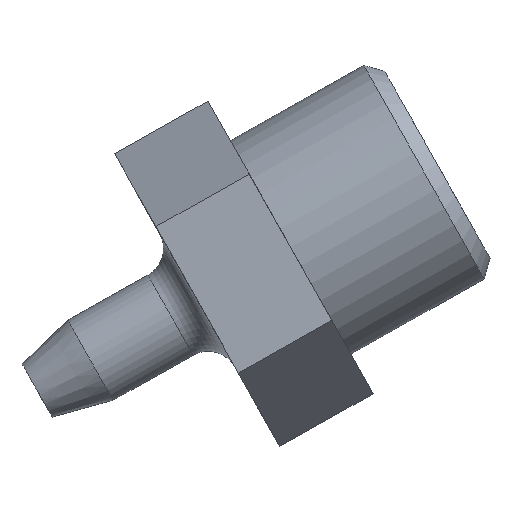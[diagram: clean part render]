
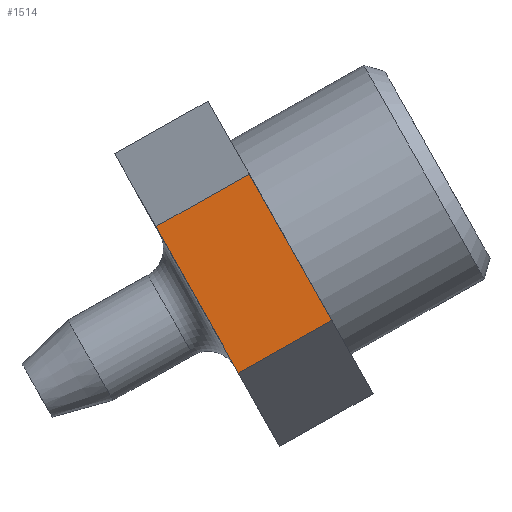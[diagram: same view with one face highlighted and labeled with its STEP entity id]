
A CAD part, top view. The second image highlights one B-rep face of the part: STEP entity #1514.
In plain terms, the highlighted planar face has unit normal (0, 0, -1).
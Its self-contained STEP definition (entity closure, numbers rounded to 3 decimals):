
#1055 = PLANE('',#1056);
#1056 = AXIS2_PLACEMENT_3D('',#1057,#1058,#1059);
#1057 = CARTESIAN_POINT('',(3.689,2.08,
    0.));
#1058 = DIRECTION('',(0.871,0.491,0.));
#1059 = DIRECTION('',(-0.491,0.871,0.)
  );
#1151 = VERTEX_POINT('',#1152);
#1152 = CARTESIAN_POINT('',(0.996,6.858,9.5
    ));
#1166 = PLANE('',#1167);
#1167 = AXIS2_PLACEMENT_3D('',#1168,#1169,#1170);
#1168 = CARTESIAN_POINT('',(-3.4,7.528,4.75
    ));
#1169 = DIRECTION('',(-0.425,0.754,0.5));
#1170 = DIRECTION('',(-0.871,-0.491,0.
    ));
#1178 = EDGE_CURVE('',#1151,#1179,#1181,.T.);
#1179 = VERTEX_POINT('',#1180);
#1180 = CARTESIAN_POINT('',(6.383,-2.698,
    9.5));
#1181 = SURFACE_CURVE('',#1182,(#1186,#1193),.PCURVE_S1.);
#1182 = LINE('',#1183,#1184);
#1183 = CARTESIAN_POINT('',(0.996,6.858,9.5
    ));
#1184 = VECTOR('',#1185,1.);
#1185 = DIRECTION('',(0.491,-0.871,0.)
  );
#1186 = PCURVE('',#1055,#1187);
#1187 = DEFINITIONAL_REPRESENTATION('',(#1188),#1192);
#1188 = LINE('',#1189,#1190);
#1189 = CARTESIAN_POINT('',(5.485,9.5));
#1190 = VECTOR('',#1191,1.);
#1191 = DIRECTION('',(-1.,0.));
#1192 = ( GEOMETRIC_REPRESENTATION_CONTEXT(2) 
PARAMETRIC_REPRESENTATION_CONTEXT() REPRESENTATION_CONTEXT('2D SPACE',''
  ) );
#1193 = PCURVE('',#1194,#1199);
#1194 = PLANE('',#1195);
#1195 = AXIS2_PLACEMENT_3D('',#1196,#1197,#1198);
#1196 = CARTESIAN_POINT('',(0.641,0.361,9.5
    ));
#1197 = DIRECTION('',(0.,0.,
    1.));
#1198 = DIRECTION('',(-0.871,-0.491,0.
    ));
#1199 = DEFINITIONAL_REPRESENTATION('',(#1200),#1204);
#1200 = LINE('',#1201,#1202);
#1201 = CARTESIAN_POINT('',(-3.5,-5.485));
#1202 = VECTOR('',#1203,1.);
#1203 = DIRECTION('',(0.,1.));
#1204 = ( GEOMETRIC_REPRESENTATION_CONTEXT(2) 
PARAMETRIC_REPRESENTATION_CONTEXT() REPRESENTATION_CONTEXT('2D SPACE',''
  ) );
#1222 = PLANE('',#1223);
#1223 = AXIS2_PLACEMENT_3D('',#1224,#1225,#1226);
#1224 = CARTESIAN_POINT('',(4.681,-6.806,4.75
    ));
#1225 = DIRECTION('',(-0.425,0.754,-0.5));
#1226 = DIRECTION('',(0.871,0.491,0.)
  );
#1335 = PLANE('',#1336);
#1336 = AXIS2_PLACEMENT_3D('',#1337,#1338,#1339);
#1337 = CARTESIAN_POINT('',(-2.408,-1.358,
    0.));
#1338 = DIRECTION('',(0.871,0.491,0.));
#1339 = DIRECTION('',(0.491,-0.871,0.
    ));
#1470 = EDGE_CURVE('',#1471,#1179,#1473,.T.);
#1471 = VERTEX_POINT('',#1472);
#1472 = CARTESIAN_POINT('',(0.285,-6.136,9.5
    ));
#1473 = SURFACE_CURVE('',#1474,(#1478,#1485),.PCURVE_S1.);
#1474 = LINE('',#1475,#1476);
#1475 = CARTESIAN_POINT('',(0.285,-6.136,9.5
    ));
#1476 = VECTOR('',#1477,1.);
#1477 = DIRECTION('',(0.871,0.491,0.));
#1478 = PCURVE('',#1222,#1479);
#1479 = DEFINITIONAL_REPRESENTATION('',(#1480),#1484);
#1480 = LINE('',#1481,#1482);
#1481 = CARTESIAN_POINT('',(-3.5,-5.485));
#1482 = VECTOR('',#1483,1.);
#1483 = DIRECTION('',(1.,0.));
#1484 = ( GEOMETRIC_REPRESENTATION_CONTEXT(2) 
PARAMETRIC_REPRESENTATION_CONTEXT() REPRESENTATION_CONTEXT('2D SPACE',''
  ) );
#1485 = PCURVE('',#1194,#1486);
#1486 = DEFINITIONAL_REPRESENTATION('',(#1487),#1491);
#1487 = LINE('',#1488,#1489);
#1488 = CARTESIAN_POINT('',(3.5,5.485));
#1489 = VECTOR('',#1490,1.);
#1490 = DIRECTION('',(-1.,0.));
#1491 = ( GEOMETRIC_REPRESENTATION_CONTEXT(2) 
PARAMETRIC_REPRESENTATION_CONTEXT() REPRESENTATION_CONTEXT('2D SPACE',''
  ) );
#1514 = ADVANCED_FACE('',(#1515),#1194,.F.);
#1515 = FACE_BOUND('',#1516,.F.);
#1516 = EDGE_LOOP('',(#1517,#1518,#1541,#1562));
#1517 = ORIENTED_EDGE('',*,*,#1178,.F.);
#1518 = ORIENTED_EDGE('',*,*,#1519,.F.);
#1519 = EDGE_CURVE('',#1520,#1151,#1522,.T.);
#1520 = VERTEX_POINT('',#1521);
#1521 = CARTESIAN_POINT('',(-5.102,3.42,9.5));
#1522 = SURFACE_CURVE('',#1523,(#1527,#1534),.PCURVE_S1.);
#1523 = LINE('',#1524,#1525);
#1524 = CARTESIAN_POINT('',(-5.102,3.42,9.5));
#1525 = VECTOR('',#1526,1.);
#1526 = DIRECTION('',(0.871,0.491,0.));
#1527 = PCURVE('',#1194,#1528);
#1528 = DEFINITIONAL_REPRESENTATION('',(#1529),#1533);
#1529 = LINE('',#1530,#1531);
#1530 = CARTESIAN_POINT('',(3.5,-5.485));
#1531 = VECTOR('',#1532,1.);
#1532 = DIRECTION('',(-1.,0.));
#1533 = ( GEOMETRIC_REPRESENTATION_CONTEXT(2) 
PARAMETRIC_REPRESENTATION_CONTEXT() REPRESENTATION_CONTEXT('2D SPACE',''
  ) );
#1534 = PCURVE('',#1166,#1535);
#1535 = DEFINITIONAL_REPRESENTATION('',(#1536),#1540);
#1536 = LINE('',#1537,#1538);
#1537 = CARTESIAN_POINT('',(3.5,5.485));
#1538 = VECTOR('',#1539,1.);
#1539 = DIRECTION('',(-1.,0.));
#1540 = ( GEOMETRIC_REPRESENTATION_CONTEXT(2) 
PARAMETRIC_REPRESENTATION_CONTEXT() REPRESENTATION_CONTEXT('2D SPACE',''
  ) );
#1541 = ORIENTED_EDGE('',*,*,#1542,.F.);
#1542 = EDGE_CURVE('',#1471,#1520,#1543,.T.);
#1543 = SURFACE_CURVE('',#1544,(#1548,#1555),.PCURVE_S1.);
#1544 = LINE('',#1545,#1546);
#1545 = CARTESIAN_POINT('',(0.285,-6.136,9.5
    ));
#1546 = VECTOR('',#1547,1.);
#1547 = DIRECTION('',(-0.491,0.871,0.)
  );
#1548 = PCURVE('',#1194,#1549);
#1549 = DEFINITIONAL_REPRESENTATION('',(#1550),#1554);
#1550 = LINE('',#1551,#1552);
#1551 = CARTESIAN_POINT('',(3.5,5.485));
#1552 = VECTOR('',#1553,1.);
#1553 = DIRECTION('',(0.,-1.));
#1554 = ( GEOMETRIC_REPRESENTATION_CONTEXT(2) 
PARAMETRIC_REPRESENTATION_CONTEXT() REPRESENTATION_CONTEXT('2D SPACE',''
  ) );
#1555 = PCURVE('',#1335,#1556);
#1556 = DEFINITIONAL_REPRESENTATION('',(#1557),#1561);
#1557 = LINE('',#1558,#1559);
#1558 = CARTESIAN_POINT('',(5.485,-9.5));
#1559 = VECTOR('',#1560,1.);
#1560 = DIRECTION('',(-1.,0.));
#1561 = ( GEOMETRIC_REPRESENTATION_CONTEXT(2) 
PARAMETRIC_REPRESENTATION_CONTEXT() REPRESENTATION_CONTEXT('2D SPACE',''
  ) );
#1562 = ORIENTED_EDGE('',*,*,#1470,.T.);
